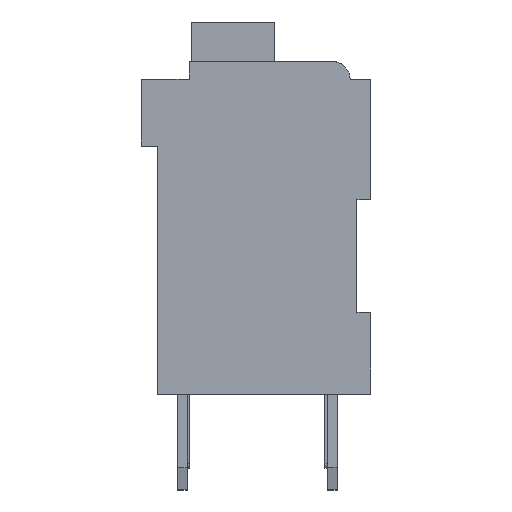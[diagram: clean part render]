
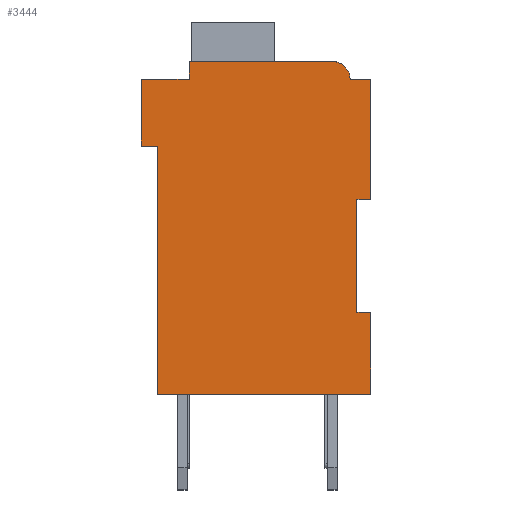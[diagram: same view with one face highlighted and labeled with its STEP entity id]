
A CAD part, top view. The second image highlights one B-rep face of the part: STEP entity #3444.
In plain terms, the highlighted planar face has unit normal (0, 0, 1).
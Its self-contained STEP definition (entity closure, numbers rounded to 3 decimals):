
#586=DIRECTION('',(1.,0.,0.));
#587=VECTOR('',#586,0.5);
#588=CARTESIAN_POINT('',(7.3,7.15,2.1));
#589=LINE('',#588,#587);
#590=DIRECTION('',(0.,1.,0.));
#591=VECTOR('',#590,4.15);
#592=CARTESIAN_POINT('',(7.3,3.,2.1));
#593=LINE('',#592,#591);
#594=DIRECTION('',(-1.,0.,0.));
#595=VECTOR('',#594,0.5);
#596=CARTESIAN_POINT('',(7.8,3.,2.1));
#597=LINE('',#596,#595);
#598=DIRECTION('',(0.,1.,0.));
#599=VECTOR('',#598,3.);
#600=CARTESIAN_POINT('',(7.8,0.,2.1));
#601=LINE('',#600,#599);
#602=DIRECTION('',(1.,0.,0.));
#603=VECTOR('',#602,7.8);
#604=CARTESIAN_POINT('',(0.,0.,2.1));
#605=LINE('',#604,#603);
#606=DIRECTION('',(0.,-1.,0.));
#607=VECTOR('',#606,9.1);
#608=CARTESIAN_POINT('',(0.,9.1,2.1));
#609=LINE('',#608,#607);
#610=DIRECTION('',(1.,0.,0.));
#611=VECTOR('',#610,0.6);
#612=CARTESIAN_POINT('',(-0.6,9.1,2.1));
#613=LINE('',#612,#611);
#614=DIRECTION('',(0.,-1.,0.));
#615=VECTOR('',#614,2.45);
#616=CARTESIAN_POINT('',(-0.6,11.55,2.1));
#617=LINE('',#616,#615);
#618=DIRECTION('',(-1.,0.,0.));
#619=VECTOR('',#618,1.75);
#620=CARTESIAN_POINT('',(1.15,11.55,2.1));
#621=LINE('',#620,#619);
#622=DIRECTION('',(0.,-1.,0.));
#623=VECTOR('',#622,0.65);
#624=CARTESIAN_POINT('',(1.15,12.2,2.1));
#625=LINE('',#624,#623);
#626=DIRECTION('',(-1.,0.,0.));
#627=VECTOR('',#626,5.25);
#628=CARTESIAN_POINT('',(6.4,12.2,2.1));
#629=LINE('',#628,#627);
#630=CARTESIAN_POINT('',(6.4,11.55,2.1));
#631=DIRECTION('',(0.,0.,1.));
#632=DIRECTION('',(1.,0.,0.));
#633=AXIS2_PLACEMENT_3D('',#630,#631,#632);
#635=DIRECTION('',(-1.,0.,0.));
#636=VECTOR('',#635,0.75);
#637=CARTESIAN_POINT('',(7.8,11.55,2.1));
#638=LINE('',#637,#636);
#639=DIRECTION('',(0.,1.,0.));
#640=VECTOR('',#639,4.4);
#641=CARTESIAN_POINT('',(7.8,7.15,2.1));
#642=LINE('',#641,#640);
#2055=CARTESIAN_POINT('',(7.3,7.15,2.1));
#2056=CARTESIAN_POINT('',(7.8,7.15,2.1));
#2057=VERTEX_POINT('',#2055);
#2058=VERTEX_POINT('',#2056);
#2059=CARTESIAN_POINT('',(7.8,11.55,2.1));
#2060=VERTEX_POINT('',#2059);
#2061=CARTESIAN_POINT('',(7.05,11.55,2.1));
#2062=VERTEX_POINT('',#2061);
#2063=CARTESIAN_POINT('',(6.4,12.2,2.1));
#2064=VERTEX_POINT('',#2063);
#2065=CARTESIAN_POINT('',(1.15,12.2,2.1));
#2066=VERTEX_POINT('',#2065);
#2067=CARTESIAN_POINT('',(1.15,11.55,2.1));
#2068=VERTEX_POINT('',#2067);
#2069=CARTESIAN_POINT('',(-0.6,11.55,2.1));
#2070=VERTEX_POINT('',#2069);
#2071=CARTESIAN_POINT('',(-0.6,9.1,2.1));
#2072=VERTEX_POINT('',#2071);
#2073=CARTESIAN_POINT('',(0.,9.1,2.1));
#2074=VERTEX_POINT('',#2073);
#2075=CARTESIAN_POINT('',(0.,0.,2.1));
#2076=VERTEX_POINT('',#2075);
#2077=CARTESIAN_POINT('',(7.8,0.,2.1));
#2078=VERTEX_POINT('',#2077);
#2079=CARTESIAN_POINT('',(7.8,3.,2.1));
#2080=VERTEX_POINT('',#2079);
#2081=CARTESIAN_POINT('',(7.3,3.,2.1));
#2082=VERTEX_POINT('',#2081);
#3414=CARTESIAN_POINT('',(0.,0.,2.1));
#3415=DIRECTION('',(0.,0.,1.));
#3416=DIRECTION('',(1.,0.,0.));
#3417=AXIS2_PLACEMENT_3D('',#3414,#3415,#3416);
#3418=PLANE('',#3417);
#3419=ORIENTED_EDGE('',*,*,#2704,.F.);
#3420=ORIENTED_EDGE('',*,*,#2853,.F.);
#3422=ORIENTED_EDGE('',*,*,#3421,.F.);
#3424=ORIENTED_EDGE('',*,*,#3423,.F.);
#3425=ORIENTED_EDGE('',*,*,#2949,.F.);
#3426=ORIENTED_EDGE('',*,*,#2922,.F.);
#3428=ORIENTED_EDGE('',*,*,#3427,.F.);
#3430=ORIENTED_EDGE('',*,*,#3429,.F.);
#3432=ORIENTED_EDGE('',*,*,#3431,.F.);
#3434=ORIENTED_EDGE('',*,*,#3433,.F.);
#3436=ORIENTED_EDGE('',*,*,#3435,.F.);
#3438=ORIENTED_EDGE('',*,*,#3437,.F.);
#3440=ORIENTED_EDGE('',*,*,#3439,.F.);
#3441=ORIENTED_EDGE('',*,*,#2789,.F.);
#3442=EDGE_LOOP('',(#3419,#3420,#3422,#3424,#3425,#3426,#3428,#3430,#3432,#3434,
#3436,#3438,#3440,#3441));
#3443=FACE_OUTER_BOUND('',#3442,.F.);
#634=CIRCLE('',#633,0.65);
#2704=EDGE_CURVE('',#2057,#2058,#589,.T.);
#2789=EDGE_CURVE('',#2058,#2060,#642,.T.);
#2853=EDGE_CURVE('',#2082,#2057,#593,.T.);
#2922=EDGE_CURVE('',#2074,#2076,#609,.T.);
#2949=EDGE_CURVE('',#2076,#2078,#605,.T.);
#3421=EDGE_CURVE('',#2080,#2082,#597,.T.);
#3423=EDGE_CURVE('',#2078,#2080,#601,.T.);
#3427=EDGE_CURVE('',#2072,#2074,#613,.T.);
#3429=EDGE_CURVE('',#2070,#2072,#617,.T.);
#3431=EDGE_CURVE('',#2068,#2070,#621,.T.);
#3433=EDGE_CURVE('',#2066,#2068,#625,.T.);
#3435=EDGE_CURVE('',#2064,#2066,#629,.T.);
#3437=EDGE_CURVE('',#2062,#2064,#634,.T.);
#3439=EDGE_CURVE('',#2060,#2062,#638,.T.);
#3444=ADVANCED_FACE('',(#3443),#3418,.T.);
